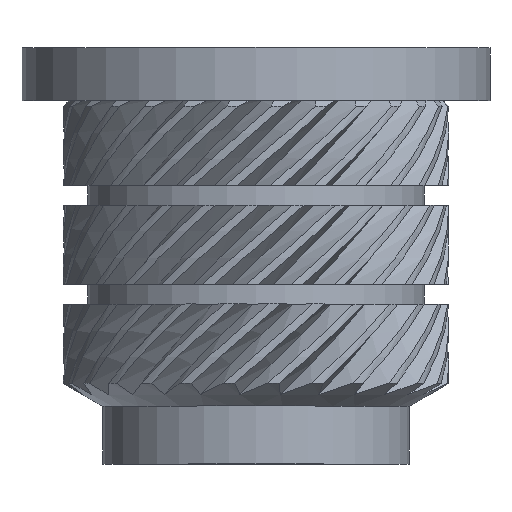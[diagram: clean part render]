
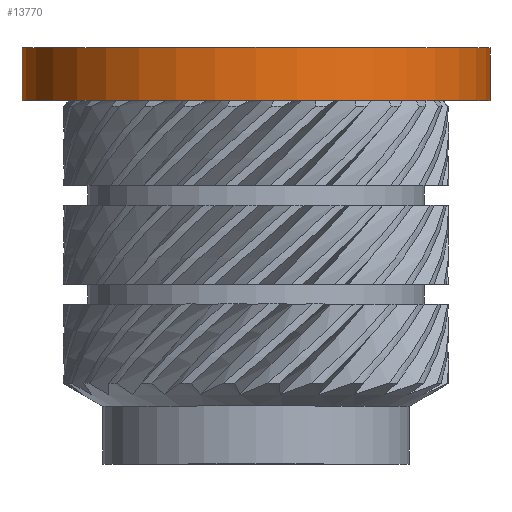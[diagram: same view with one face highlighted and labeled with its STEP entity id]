
A CAD part, top view. The second image highlights one B-rep face of the part: STEP entity #13770.
In plain terms, the highlighted cylindrical face has radius 2.698 mm (diameter 5.396 mm), a partial arc.
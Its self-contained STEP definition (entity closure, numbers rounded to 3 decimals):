
#102 = CARTESIAN_POINT ( 'NONE',  ( -2.698, 3.839, 0. ) ) ;
#443 = CARTESIAN_POINT ( 'NONE',  ( -2.698, 2.885, 0. ) ) ;
#795 = DIRECTION ( 'NONE',  ( 0., 1., 0. ) ) ;
#1443 = LINE ( 'NONE', #102, #2415 ) ;
#2123 = EDGE_CURVE ( 'NONE', #9673, #3307, #15964, .T. ) ;
#2415 = VECTOR ( 'NONE', #5348, 1000. ) ;
#2785 = EDGE_CURVE ( 'NONE', #11761, #9673, #11752, .T. ) ;
#3252 = CARTESIAN_POINT ( 'NONE',  ( 0., 2.885, 0. ) ) ;
#3307 = VERTEX_POINT ( 'NONE', #7291 ) ;
#3674 = DIRECTION ( 'NONE',  ( -1., 0., 0. ) ) ;
#4416 = AXIS2_PLACEMENT_3D ( 'NONE', #12593, #795, #6061 ) ;
#4791 = EDGE_LOOP ( 'NONE', ( #12530, #8727, #7766, #5611 ) ) ;
#5348 = DIRECTION ( 'NONE',  ( 0., 1., 0. ) ) ;
#5477 = CIRCLE ( 'NONE', #10379, 2.698 ) ;
#5611 = ORIENTED_EDGE ( 'NONE', *, *, #14166, .F. ) ;
#6061 = DIRECTION ( 'NONE',  ( -1., 0., 0. ) ) ;
#6227 = CYLINDRICAL_SURFACE ( 'NONE', #8925, 2.698 ) ;
#7007 = CARTESIAN_POINT ( 'NONE',  ( -2.698, 2.277, 0. ) ) ;
#7291 = CARTESIAN_POINT ( 'NONE',  ( 2.698, 2.885, 0. ) ) ;
#7399 = VERTEX_POINT ( 'NONE', #443 ) ;
#7766 = ORIENTED_EDGE ( 'NONE', *, *, #9897, .F. ) ;
#8420 = DIRECTION ( 'NONE',  ( 0., 1., 0. ) ) ;
#8727 = ORIENTED_EDGE ( 'NONE', *, *, #2123, .T. ) ;
#8925 = AXIS2_PLACEMENT_3D ( 'NONE', #13874, #11406, #3674 ) ;
#9673 = VERTEX_POINT ( 'NONE', #12079 ) ;
#9897 = EDGE_CURVE ( 'NONE', #7399, #3307, #5477, .T. ) ;
#10379 = AXIS2_PLACEMENT_3D ( 'NONE', #3252, #8420, #13607 ) ;
#10797 = DIRECTION ( 'NONE',  ( 0., 1., 0. ) ) ;
#11406 = DIRECTION ( 'NONE',  ( 0., 1., 0. ) ) ;
#11752 = CIRCLE ( 'NONE', #4416, 2.698 ) ;
#11761 = VERTEX_POINT ( 'NONE', #7007 ) ;
#12079 = CARTESIAN_POINT ( 'NONE',  ( 2.698, 2.277, 0. ) ) ;
#12530 = ORIENTED_EDGE ( 'NONE', *, *, #2785, .T. ) ;
#12593 = CARTESIAN_POINT ( 'NONE',  ( 0., 2.277, 0. ) ) ;
#13607 = DIRECTION ( 'NONE',  ( -1., 0., 0. ) ) ;
#13729 = VECTOR ( 'NONE', #10797, 1000. ) ;
#13770 = ADVANCED_FACE ( 'NONE', ( #15474 ), #6227, .T. ) ;
#13874 = CARTESIAN_POINT ( 'NONE',  ( 0., 3.839, 0. ) ) ;
#14166 = EDGE_CURVE ( 'NONE', #11761, #7399, #1443, .T. ) ;
#14697 = CARTESIAN_POINT ( 'NONE',  ( 2.698, 3.839, 0. ) ) ;
#15474 = FACE_OUTER_BOUND ( 'NONE', #4791, .T. ) ;
#15964 = LINE ( 'NONE', #14697, #13729 ) ;
